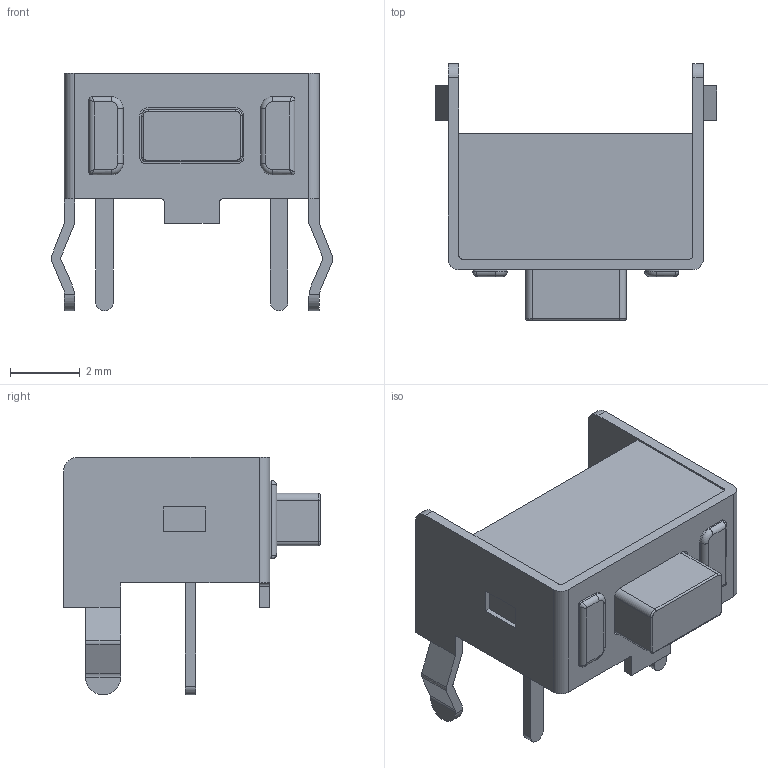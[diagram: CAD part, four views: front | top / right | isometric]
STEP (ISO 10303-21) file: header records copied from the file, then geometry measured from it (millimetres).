
FILE_DESCRIPTION(/* description */ ('Unknown'),/* implementation_level */ '2;1');
FILE_NAME(/* name */ 'MJTP1117',/* time_stamp */ '2024-11-19T08:42:07+02:00',/* author */ ('Unknown'),/* organization */ ('Unknown'),/* preprocessor_version */ 'ST-DEVELOPER v19.4',/* originating_system */ 'Solid Edge',/* authorisation */ 'Unknown');
FILE_SCHEMA (('AUTOMOTIVE_DESIGN {1 0 10303 214 3 1 1}'));
Length unit declared in the file: millimetre
Products named in the file (1): MJTP1117
Bounding box: 8.07 x 7.35 x 6.8 mm (x, y, z)
Volume: 114.2 mm3; surface area: 219.7 mm2
Topology: 3 solids, 3 shells, 142 faces, 358 edges, 224 vertices
Faces by surface type: plane 80, cylinder 50, torus 8, bspline 4
Entity records: 5191 total; most frequent: CARTESIAN_POINT 801, DIRECTION 732, ORIENTED_EDGE 708, EDGE_CURVE 354, AXIS2_PLACEMENT_3D 247, LINE 238, VECTOR 238, VERTEX_POINT 224
